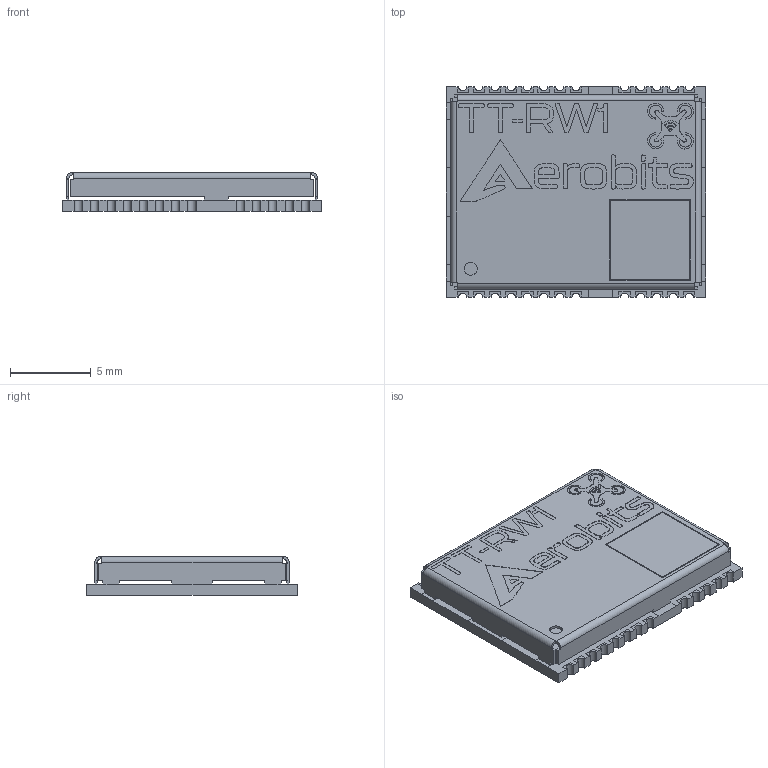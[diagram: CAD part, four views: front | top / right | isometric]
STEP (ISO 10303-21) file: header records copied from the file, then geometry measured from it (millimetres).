
FILE_DESCRIPTION(/* description */ (''),/* implementation_level */ '2;1');
FILE_NAME(/* name */ 'TT-RW1.step',/* time_stamp */ '2023-08-10T08:55:55+02:00',/* author */ (''),/* organization */ (''),/* preprocessor_version */ 'ST-DEVELOPER v20',/* originating_system */ 'Autodesk Translation Framework v12.9.0.99',/* authorisation */ '');
FILE_SCHEMA (('AUTOMOTIVE_DESIGN { 1 0 10303 214 3 1 1 }'));
Length unit declared in the file: millimetre
Products named in the file (3): TT-RW1; PCB_SC1a; SC_shield_3D
Assembly tree (2 placements, depth 2):
  TT-RW1
    PCB_SC1a
    SC_shield_3D
Bounding box: 16 x 13 x 2.4 mm (x, y, z)
Volume: 181.3 mm3; surface area: 976.8 mm2
Topology: 2 solids, 2 shells, 1092 faces, 3139 edges, 2082 vertices
Faces by surface type: plane 788, cylinder 304
Full cylindrical faces by diameter (mm): 0.8 x1
Entity records: 35780 total; most frequent: CARTESIAN_POINT 6318, ORIENTED_EDGE 6278, DIRECTION 5941, EDGE_CURVE 3139, LINE 2531, VECTOR 2531, VERTEX_POINT 2082, AXIS2_PLACEMENT_3D 1705
